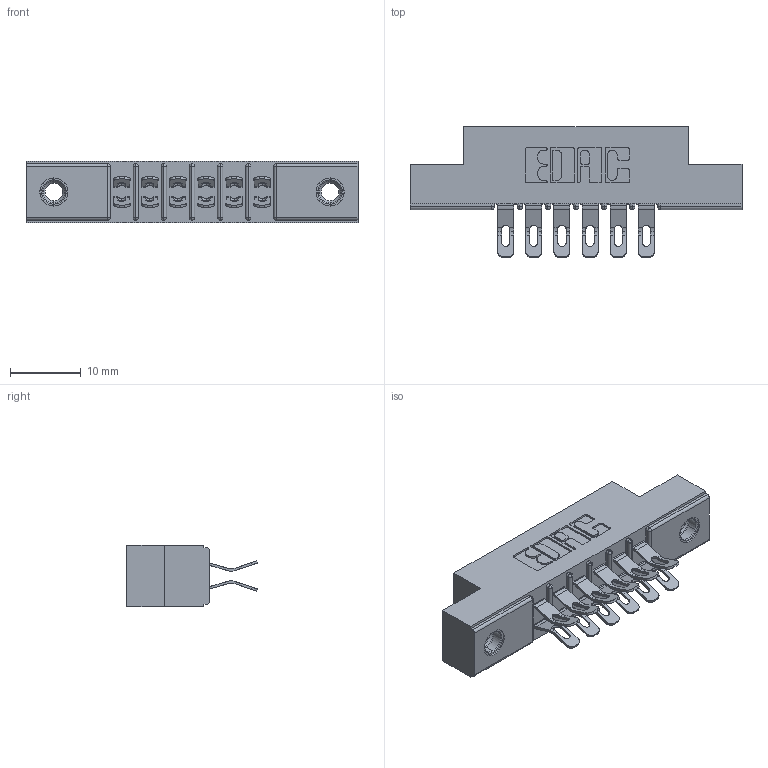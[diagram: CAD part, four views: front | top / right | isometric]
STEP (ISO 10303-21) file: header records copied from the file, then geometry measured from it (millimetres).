
FILE_DESCRIPTION (( 'STEP AP203' ), '1' );
FILE_NAME ('315-012-555-207.STEP', '2019-09-10T13:21:30', ( '' ), ( '' ), 'SwSTEP 2.0', 'SolidWorks 2016', '' );
FILE_SCHEMA (( 'CONFIG_CONTROL_DESIGN' ));
Length unit declared in the file: inch
Products named in the file (4): 305-290-001_555; 315-012-555-207; 305 Part_.156 Dia; 345-250-001_345-250-005-103
Assembly tree (15 placements, depth 2):
  315-012-555-207
    305 Part_.156 Dia
    305-290-001_555  x12
    345-250-001_345-250-005-103  x2
Bounding box: 46.79 x 18.41 x 8.71 mm (x, y, z)
Volume: 2984.6 mm3; surface area: 4927.7 mm2
Topology: 15 solids, 15 shells, 968 faces, 2822 edges, 1840 vertices
Faces by surface type: plane 484, cylinder 444, sphere 24, cone 12, torus 4
Entity records: 12688 total; most frequent: CARTESIAN_POINT 2101, DIRECTION 2066, ORIENTED_EDGE 2064, EDGE_CURVE 1032, VECTOR 772, LINE 772, VERTEX_POINT 666, AXIS2_PLACEMENT_3D 647
